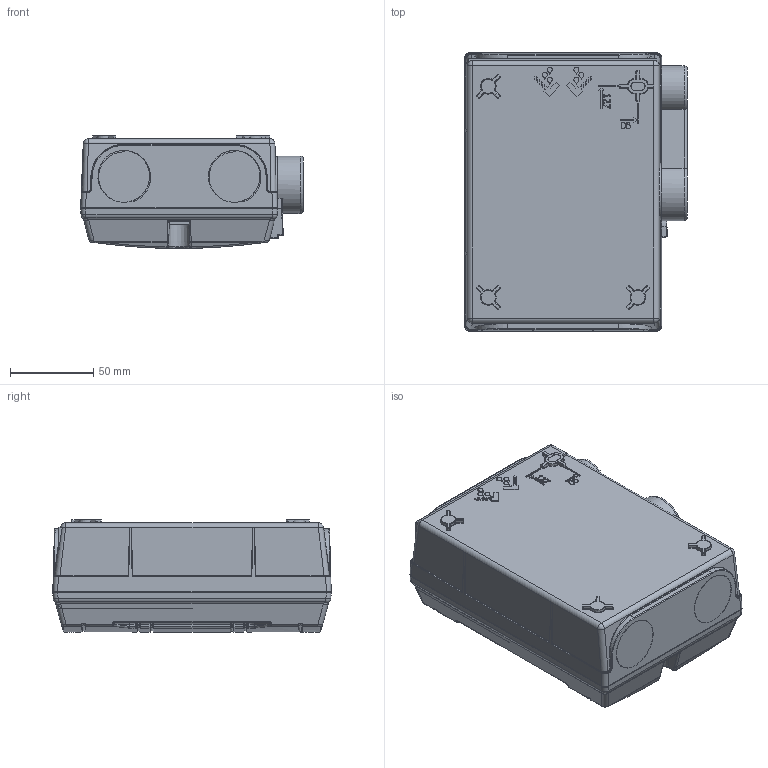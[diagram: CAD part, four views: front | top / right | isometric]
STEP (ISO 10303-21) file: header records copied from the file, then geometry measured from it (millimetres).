
FILE_DESCRIPTION((''),'2;1');
FILE_NAME('BON325F_SW0001','2020-06-25T10:36:52',('FIARHAN3'),(''),'CREO PARAMETRIC BY PTC INC, 2019164','CREO PARAMETRIC BY PTC INC, 2019164','');
FILE_SCHEMA(('AUTOMOTIVE_DESIGN { 1 0 10303 214 1 1 1 1 }'));
Products named in the file (1): BON325F_SW0001
Bounding box: 133.9 x 167.4 x 67.9 mm (x, y, z)
Volume: 1044063.9 mm3; surface area: 149618.4 mm2
Topology: 1 solids, 5 shells, 2371 faces, 6421 edges, 4018 vertices
Faces by surface type: cylinder 671, plane 642, bspline 629, extrusion 184, torus 107, sphere 95, cone 43
Entity records: 162177 total; most frequent: CARTESIAN_POINT 83379, ORIENTED_EDGE 12606, DIRECTION 8877, EDGE_CURVE 6303, VERTEX_POINT 4018, FILL_AREA_STYLE_COLOUR 3870, FILL_AREA_STYLE 3870, SURFACE_STYLE_FILL_AREA 3870
